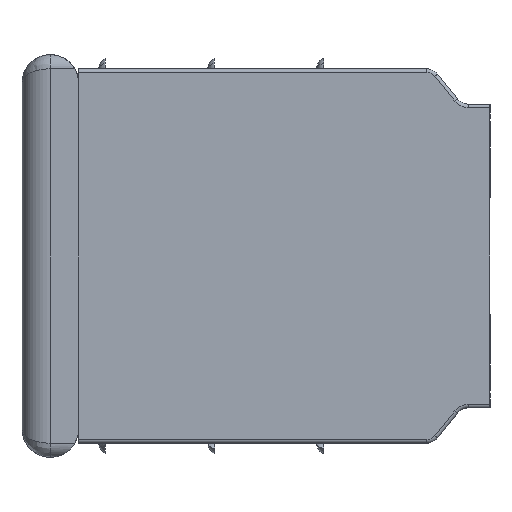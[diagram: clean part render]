
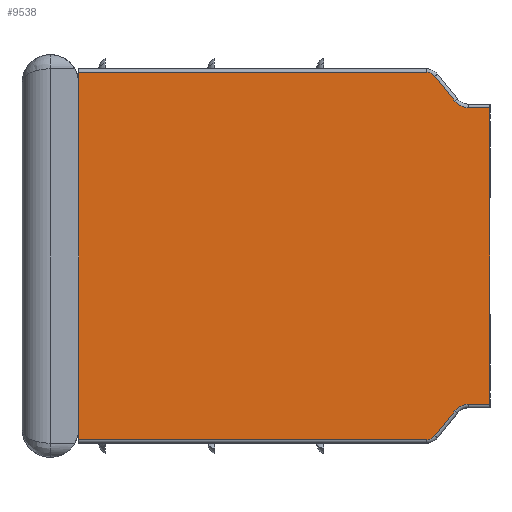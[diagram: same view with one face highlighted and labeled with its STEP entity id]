
A CAD part, left-side view. The second image highlights one B-rep face of the part: STEP entity #9538.
In plain terms, the highlighted planar face has unit normal (-1, 0, 0).
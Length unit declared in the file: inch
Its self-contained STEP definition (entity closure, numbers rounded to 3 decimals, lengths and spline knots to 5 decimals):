
#769 = DIRECTION ( 'NONE',  ( 0., 0., -1. ) ) ;
#875 = DIRECTION ( 'NONE',  ( 0., -0.625, 0.781 ) ) ;
#1171 = FACE_OUTER_BOUND ( 'NONE', #8474, .T. ) ;
#1698 = EDGE_CURVE ( 'NONE', #6530, #12610, #13219, .T. ) ;
#1731 = CIRCLE ( 'NONE', #3975, 1.25 ) ;
#1959 = VERTEX_POINT ( 'NONE', #4876 ) ;
#2680 = DIRECTION ( 'NONE',  ( 0., -1., 0. ) ) ;
#3136 = DIRECTION ( 'NONE',  ( -1., 0., 0. ) ) ;
#3392 = EDGE_CURVE ( 'NONE', #5983, #1959, #12575, .T. ) ;
#3556 = ORIENTED_EDGE ( 'NONE', *, *, #4965, .T. ) ;
#3975 = AXIS2_PLACEMENT_3D ( 'NONE', #12006, #5803, #4112 ) ;
#3983 = CARTESIAN_POINT ( 'NONE',  ( -28.75, 0., 13.25 ) ) ;
#4059 = VERTEX_POINT ( 'NONE', #15474 ) ;
#4112 = DIRECTION ( 'NONE',  ( 0., 0., -1. ) ) ;
#4270 = ORIENTED_EDGE ( 'NONE', *, *, #10185, .T. ) ;
#4839 = VERTEX_POINT ( 'NONE', #15234 ) ;
#4876 = CARTESIAN_POINT ( 'NONE',  ( -28.75, -25.23503, -12.71852 ) ) ;
#4923 = CARTESIAN_POINT ( 'NONE',  ( -28.75, -26.63454, -10.96913 ) ) ;
#4965 = EDGE_CURVE ( 'NONE', #8227, #18351, #12806, .T. ) ;
#5017 = VECTOR ( 'NONE', #875, 39.37008 ) ;
#5062 = CARTESIAN_POINT ( 'NONE',  ( -28.75, 0., 13. ) ) ;
#5366 = DIRECTION ( 'NONE',  ( 1., 0., 0. ) ) ;
#5417 = CARTESIAN_POINT ( 'NONE',  ( -28.75, -27.61062, 10.5 ) ) ;
#5803 = DIRECTION ( 'NONE',  ( 1., 0., 0. ) ) ;
#5983 = VERTEX_POINT ( 'NONE', #16285 ) ;
#6138 = LINE ( 'NONE', #9336, #6570 ) ;
#6169 = VERTEX_POINT ( 'NONE', #6663 ) ;
#6530 = VERTEX_POINT ( 'NONE', #4923 ) ;
#6570 = VECTOR ( 'NONE', #12361, 39.37008 ) ;
#6660 = CARTESIAN_POINT ( 'NONE',  ( -28.75, -29.13, -13. ) ) ;
#6663 = CARTESIAN_POINT ( 'NONE',  ( -28.75, -29.13, 10.5 ) ) ;
#6810 = DIRECTION ( 'NONE',  ( 0., 1., 0. ) ) ;
#6836 = VECTOR ( 'NONE', #16567, 39.37008 ) ;
#7046 = LINE ( 'NONE', #6660, #16504 ) ;
#7071 = CARTESIAN_POINT ( 'NONE',  ( -28.75, -29.13, 10.5 ) ) ;
#7103 = DIRECTION ( 'NONE',  ( 1., 0., 0. ) ) ;
#7211 = VECTOR ( 'NONE', #6810, 39.37008 ) ;
#7276 = LINE ( 'NONE', #7071, #6836 ) ;
#7667 = ORIENTED_EDGE ( 'NONE', *, *, #12338, .T. ) ;
#8227 = VERTEX_POINT ( 'NONE', #15304 ) ;
#8257 = CARTESIAN_POINT ( 'NONE',  ( -28.75, -39.42259, 5.01593 ) ) ;
#8474 = EDGE_LOOP ( 'NONE', ( #15343, #10611, #15129, #16941, #7667, #3556, #10758, #15267, #18061, #16386, #17793, #4270 ) ) ;
#8889 = LINE ( 'NONE', #17798, #12715 ) ;
#9170 = EDGE_CURVE ( 'NONE', #18351, #4059, #11687, .T. ) ;
#9336 = CARTESIAN_POINT ( 'NONE',  ( -28.75, -29.13, 13.25 ) ) ;
#9538 = ADVANCED_FACE ( 'NONE', ( #1171 ), #14583, .F. ) ;
#10095 = DIRECTION ( 'NONE',  ( 0., 0., -1. ) ) ;
#10185 = EDGE_CURVE ( 'NONE', #12610, #4839, #8889, .T. ) ;
#10611 = ORIENTED_EDGE ( 'NONE', *, *, #14415, .T. ) ;
#10758 = ORIENTED_EDGE ( 'NONE', *, *, #9170, .T. ) ;
#11079 = AXIS2_PLACEMENT_3D ( 'NONE', #13262, #5366, #769 ) ;
#11687 = LINE ( 'NONE', #3983, #11704 ) ;
#11704 = VECTOR ( 'NONE', #10095, 39.37008 ) ;
#11796 = DIRECTION ( 'NONE',  ( 0., 0., -1. ) ) ;
#12006 = CARTESIAN_POINT ( 'NONE',  ( -28.75, -27.61062, 11.75 ) ) ;
#12007 = LINE ( 'NONE', #18902, #19690 ) ;
#12229 = CIRCLE ( 'NONE', #17643, 0.75 ) ;
#12338 = EDGE_CURVE ( 'NONE', #12924, #8227, #12229, .T. ) ;
#12361 = DIRECTION ( 'NONE',  ( 0., 0., -1. ) ) ;
#12575 = CIRCLE ( 'NONE', #17039, 0.75 ) ;
#12610 = VERTEX_POINT ( 'NONE', #12905 ) ;
#12715 = VECTOR ( 'NONE', #2680, 39.37008 ) ;
#12806 = LINE ( 'NONE', #14334, #7211 ) ;
#12905 = CARTESIAN_POINT ( 'NONE',  ( -28.75, -27.61062, -10.5 ) ) ;
#12924 = VERTEX_POINT ( 'NONE', #17866 ) ;
#13219 = CIRCLE ( 'NONE', #13528, 1.25 ) ;
#13262 = CARTESIAN_POINT ( 'NONE',  ( -28.75, -29.13, 13.25 ) ) ;
#13502 = VERTEX_POINT ( 'NONE', #5417 ) ;
#13528 = AXIS2_PLACEMENT_3D ( 'NONE', #15212, #7103, #11796 ) ;
#13543 = VERTEX_POINT ( 'NONE', #17605 ) ;
#13638 = EDGE_CURVE ( 'NONE', #13502, #13543, #1731, .T. ) ;
#13835 = DIRECTION ( 'NONE',  ( 0., 0., -1. ) ) ;
#14323 = DIRECTION ( 'NONE',  ( 0., 0.625, 0.781 ) ) ;
#14334 = CARTESIAN_POINT ( 'NONE',  ( -28.75, -29.13, 13. ) ) ;
#14415 = EDGE_CURVE ( 'NONE', #6169, #13502, #7276, .T. ) ;
#14583 = PLANE ( 'NONE',  #11079 ) ;
#15129 = ORIENTED_EDGE ( 'NONE', *, *, #13638, .T. ) ;
#15212 = CARTESIAN_POINT ( 'NONE',  ( -28.75, -27.61062, -11.75 ) ) ;
#15234 = CARTESIAN_POINT ( 'NONE',  ( -28.75, -29.13, -10.5 ) ) ;
#15267 = ORIENTED_EDGE ( 'NONE', *, *, #17576, .T. ) ;
#15304 = CARTESIAN_POINT ( 'NONE',  ( -28.75, -24.64938, 13. ) ) ;
#15323 = EDGE_CURVE ( 'NONE', #6169, #4839, #6138, .T. ) ;
#15343 = ORIENTED_EDGE ( 'NONE', *, *, #15323, .F. ) ;
#15474 = CARTESIAN_POINT ( 'NONE',  ( -28.75, 0., -13. ) ) ;
#15565 = CARTESIAN_POINT ( 'NONE',  ( -28.75, -24.64938, 12.25 ) ) ;
#15816 = CARTESIAN_POINT ( 'NONE',  ( -28.75, -24.64938, -12.25 ) ) ;
#15860 = DIRECTION ( 'NONE',  ( 0., -1., 0. ) ) ;
#16285 = CARTESIAN_POINT ( 'NONE',  ( -28.75, -24.64938, -13. ) ) ;
#16386 = ORIENTED_EDGE ( 'NONE', *, *, #19323, .T. ) ;
#16504 = VECTOR ( 'NONE', #15860, 39.37008 ) ;
#16567 = DIRECTION ( 'NONE',  ( 0., 1., 0. ) ) ;
#16941 = ORIENTED_EDGE ( 'NONE', *, *, #17191, .T. ) ;
#16951 = DIRECTION ( 'NONE',  ( -1., 0., 0. ) ) ;
#17039 = AXIS2_PLACEMENT_3D ( 'NONE', #15816, #3136, #13835 ) ;
#17191 = EDGE_CURVE ( 'NONE', #13543, #12924, #12007, .T. ) ;
#17576 = EDGE_CURVE ( 'NONE', #4059, #5983, #7046, .T. ) ;
#17605 = CARTESIAN_POINT ( 'NONE',  ( -28.75, -26.63454, 10.96913 ) ) ;
#17643 = AXIS2_PLACEMENT_3D ( 'NONE', #15565, #16951, #18647 ) ;
#17793 = ORIENTED_EDGE ( 'NONE', *, *, #1698, .T. ) ;
#17798 = CARTESIAN_POINT ( 'NONE',  ( -28.75, -29.13, -10.5 ) ) ;
#17866 = CARTESIAN_POINT ( 'NONE',  ( -28.75, -25.23503, 12.71852 ) ) ;
#18061 = ORIENTED_EDGE ( 'NONE', *, *, #3392, .T. ) ;
#18351 = VERTEX_POINT ( 'NONE', #5062 ) ;
#18647 = DIRECTION ( 'NONE',  ( 0., 0., -1. ) ) ;
#18877 = LINE ( 'NONE', #8257, #5017 ) ;
#18902 = CARTESIAN_POINT ( 'NONE',  ( -28.75, -26.49576, 11.14261 ) ) ;
#19323 = EDGE_CURVE ( 'NONE', #1959, #6530, #18877, .T. ) ;
#19690 = VECTOR ( 'NONE', #14323, 39.37008 ) ;
